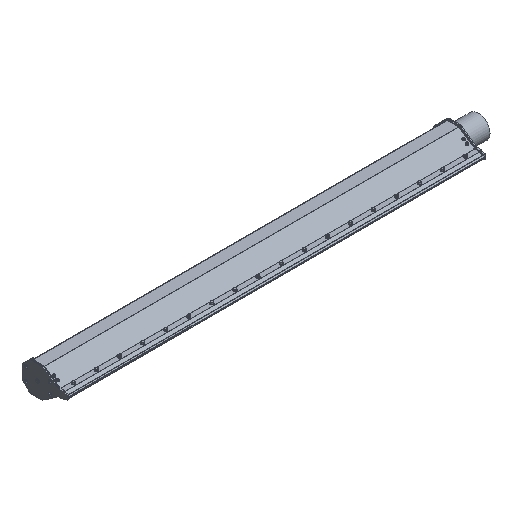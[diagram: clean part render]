
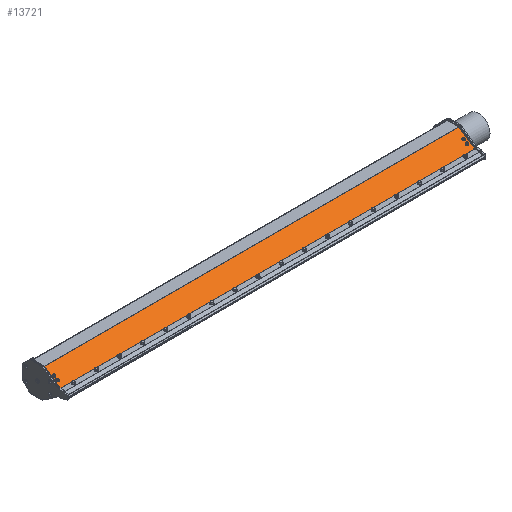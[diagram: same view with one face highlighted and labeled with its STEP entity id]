
A CAD part, isometric view. The second image highlights one B-rep face of the part: STEP entity #13721.
In plain terms, the highlighted planar face has unit normal (0, -0.574, 0.819).
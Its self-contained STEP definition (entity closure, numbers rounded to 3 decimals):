
#1126=FACE_BOUND('',#4906,.T.);
#1127=FACE_BOUND('',#4907,.T.);
#1128=FACE_BOUND('',#4908,.T.);
#1129=FACE_BOUND('',#4909,.T.);
#1561=LINE('',#69893,#1971);
#1737=LINE('',#75910,#2147);
#1738=LINE('',#75912,#2148);
#1739=LINE('',#75913,#2149);
#1971=VECTOR('',#15926,0.394);
#2147=VECTOR('',#18668,0.394);
#2148=VECTOR('',#18669,0.394);
#2149=VECTOR('',#18670,0.394);
#2631=PLANE('',#15326);
#3568=FACE_OUTER_BOUND('',#4905,.T.);
#4905=EDGE_LOOP('',(#11919,#11920,#11921,#11922));
#4906=EDGE_LOOP('',(#11923));
#4907=EDGE_LOOP('',(#11924));
#4908=EDGE_LOOP('',(#11925));
#4909=EDGE_LOOP('',(#11926));
#5997=CIRCLE('',#15327,0.177);
#5998=CIRCLE('',#15328,0.177);
#5999=CIRCLE('',#15329,0.177);
#6000=CIRCLE('',#15330,0.177);
#6314=VERTEX_POINT('',#69890);
#6315=VERTEX_POINT('',#69892);
#7139=VERTEX_POINT('',#75909);
#7140=VERTEX_POINT('',#75911);
#7141=VERTEX_POINT('',#75914);
#7142=VERTEX_POINT('',#75916);
#7143=VERTEX_POINT('',#75918);
#7144=VERTEX_POINT('',#75920);
#7625=EDGE_CURVE('',#6315,#6314,#1561,.T.);
#8813=EDGE_CURVE('',#6315,#7139,#1737,.T.);
#8814=EDGE_CURVE('',#7140,#6314,#1738,.T.);
#8815=EDGE_CURVE('',#7139,#7140,#1739,.T.);
#8816=EDGE_CURVE('',#7141,#7141,#5997,.T.);
#8817=EDGE_CURVE('',#7142,#7142,#5998,.T.);
#8818=EDGE_CURVE('',#7143,#7143,#5999,.T.);
#8819=EDGE_CURVE('',#7144,#7144,#6000,.T.);
#11919=ORIENTED_EDGE('',*,*,#8813,.F.);
#11920=ORIENTED_EDGE('',*,*,#7625,.T.);
#11921=ORIENTED_EDGE('',*,*,#8814,.F.);
#11922=ORIENTED_EDGE('',*,*,#8815,.F.);
#11923=ORIENTED_EDGE('',*,*,#8816,.F.);
#11924=ORIENTED_EDGE('',*,*,#8817,.F.);
#11925=ORIENTED_EDGE('',*,*,#8818,.F.);
#11926=ORIENTED_EDGE('',*,*,#8819,.F.);
#13721=ADVANCED_FACE('',(#3568,#1126,#1127,#1128,#1129),#2631,.T.);
#15326=AXIS2_PLACEMENT_3D('',#75908,#18666,#18667);
#15327=AXIS2_PLACEMENT_3D('',#75915,#18671,#18672);
#15328=AXIS2_PLACEMENT_3D('',#75917,#18673,#18674);
#15329=AXIS2_PLACEMENT_3D('',#75919,#18675,#18676);
#15330=AXIS2_PLACEMENT_3D('',#75921,#18677,#18678);
#15926=DIRECTION('',(0.,0.819,0.574));
#18666=DIRECTION('center_axis',(0.,-0.574,
0.819));
#18667=DIRECTION('ref_axis',(0.,0.819,0.574));
#18668=DIRECTION('',(-1.,0.,0.));
#18669=DIRECTION('',(1.,0.,0.));
#18670=DIRECTION('',(0.,0.819,0.574));
#18671=DIRECTION('center_axis',(0.,-0.574,
0.819));
#18672=DIRECTION('ref_axis',(-0.952,-0.251,-0.176));
#18673=DIRECTION('center_axis',(0.,-0.574,
0.819));
#18674=DIRECTION('ref_axis',(0.781,-0.512,-0.359));
#18675=DIRECTION('center_axis',(0.,-0.574,
0.819));
#18676=DIRECTION('ref_axis',(-0.993,0.099,0.069));
#18677=DIRECTION('center_axis',(0.,-0.574,
0.819));
#18678=DIRECTION('ref_axis',(-0.924,0.313,0.219));
#69890=CARTESIAN_POINT('',(-0.199,-0.562,1.737));
#69892=CARTESIAN_POINT('',(-0.199,-2.61,0.303));
#69893=CARTESIAN_POINT('',(-0.199,-2.618,0.298));
#75908=CARTESIAN_POINT('Origin',(-0.199,-2.618,0.298));
#75909=CARTESIAN_POINT('',(-54.199,-2.61,0.303));
#75910=CARTESIAN_POINT('',(-0.199,-2.61,0.303));
#75911=CARTESIAN_POINT('',(-54.199,-0.562,1.737));
#75912=CARTESIAN_POINT('',(-0.199,-0.562,1.737));
#75913=CARTESIAN_POINT('',(-54.199,-2.618,0.298));
#75914=CARTESIAN_POINT('',(-0.405,-1.48,1.094));
#75915=CARTESIAN_POINT('Origin',(-0.574,-1.524,1.063));
#75916=CARTESIAN_POINT('',(-53.962,-1.434,1.127));
#75917=CARTESIAN_POINT('Origin',(-53.824,-1.524,1.063));
#75918=CARTESIAN_POINT('',(-53.648,-1.978,0.746));
#75919=CARTESIAN_POINT('Origin',(-53.824,-1.96,0.758));
#75920=CARTESIAN_POINT('',(-0.41,-2.016,0.719));
#75921=CARTESIAN_POINT('Origin',(-0.574,-1.96,0.758));
